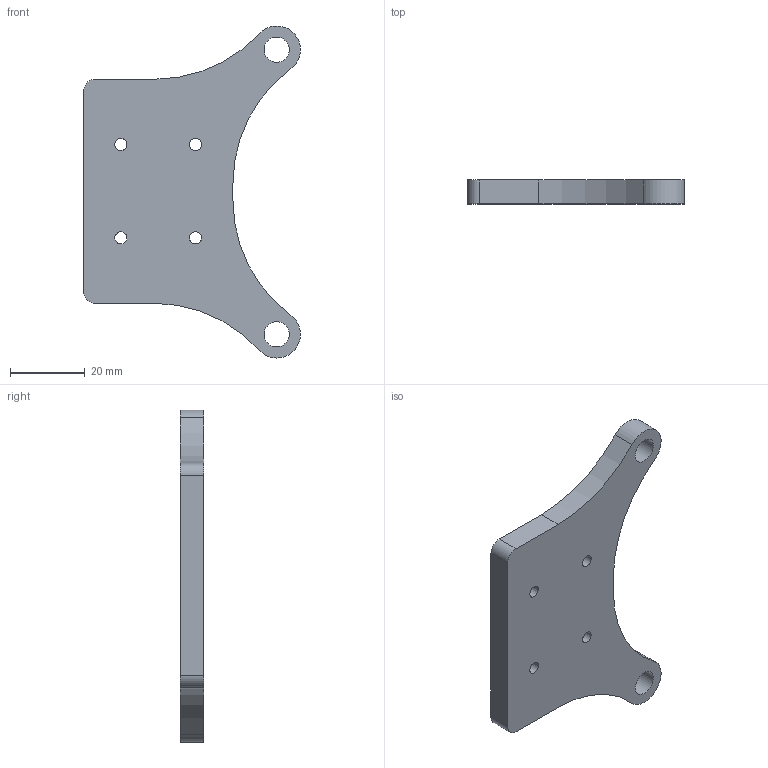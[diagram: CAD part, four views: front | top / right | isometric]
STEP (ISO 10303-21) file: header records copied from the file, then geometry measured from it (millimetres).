
FILE_DESCRIPTION(/* description */ ('QUICK SWAP CT MOUNT PLATE'),/* implementation_level */ '2;1');
FILE_NAME(/* name */ 'J010768 QUICK SWAP CT MOUNT PLATE Rev -.stp',/* time_stamp */ '2024-11-05T20:57:49-05:00',/* author */ ('arnoldj'),/* organization */ (''),/* preprocessor_version */ 'ST-DEVELOPER v19.2',/* originating_system */ 'Autodesk Inventor 2023',/* authorisation */ '');
FILE_SCHEMA (('AUTOMOTIVE_DESIGN { 1 0 10303 214 3 1 1 }'));
Length unit declared in the file: inch
Products named in the file (1): J010768
Bounding box: 58.05 x 6.35 x 88.9 mm (x, y, z)
Volume: 18863.4 mm3; surface area: 8226.2 mm2
Topology: 1 solids, 1 shells, 20 faces, 54 edges, 36 vertices
Faces by surface type: cylinder 14, plane 6
Full cylindrical faces by diameter (mm): 3.242 x4, 6.756 x2
Entity records: 715 total; most frequent: DIRECTION 124, CARTESIAN_POINT 111, ORIENTED_EDGE 108, EDGE_CURVE 54, AXIS2_PLACEMENT_3D 49, VERTEX_POINT 36, EDGE_LOOP 32, CIRCLE 28
